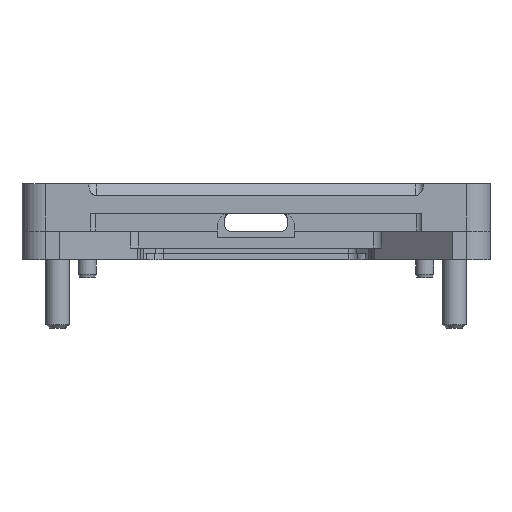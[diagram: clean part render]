
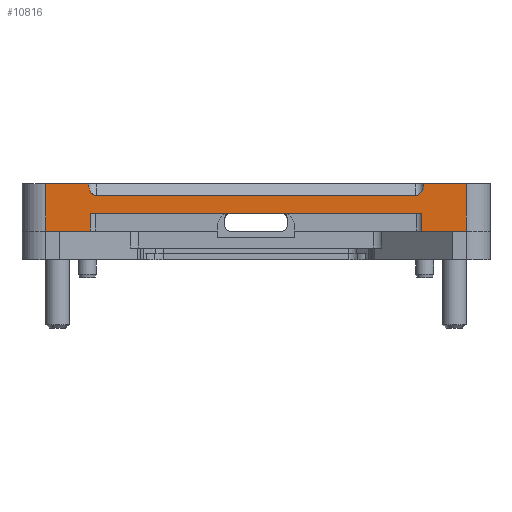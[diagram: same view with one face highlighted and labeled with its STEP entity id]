
A CAD part, left-side view. The second image highlights one B-rep face of the part: STEP entity #10816.
In plain terms, the highlighted planar face has unit normal (-1, 0, 0).
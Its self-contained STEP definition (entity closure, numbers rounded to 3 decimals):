
#47=ELLIPSE($,#11868,0.991,0.65);
#48=ELLIPSE($,#11869,0.991,0.65);
#370=LINE($,#17380,#1222);
#391=LINE($,#17450,#1243);
#405=LINE($,#17522,#1257);
#409=LINE($,#17534,#1261);
#453=LINE($,#17716,#1305);
#491=LINE($,#17811,#1343);
#492=LINE($,#17815,#1344);
#493=LINE($,#17818,#1345);
#494=LINE($,#17819,#1346);
#495=LINE($,#17820,#1347);
#496=LINE($,#17821,#1348);
#497=LINE($,#17823,#1349);
#1222=VECTOR($,#13791,3.75);
#1243=VECTOR($,#13842,3.75);
#1257=VECTOR($,#13904,3.6);
#1261=VECTOR($,#13912,3.6);
#1305=VECTOR($,#14068,28.);
#1343=VECTOR($,#14146,1.5);
#1344=VECTOR($,#14149,27.);
#1345=VECTOR($,#14152,0.009);
#1346=VECTOR($,#14153,4.);
#1347=VECTOR($,#14154,1.5);
#1348=VECTOR($,#14155,4.);
#1349=VECTOR($,#14156,0.009);
#2736=FACE_OUTER_BOUND($,#3538,.T.);
#3538=EDGE_LOOP($,(#8517,#8518,#8519,#8520,#8521,#8522,#8523,#8524,#8525,
#8526,#8527,#8528,#8529,#8530));
#5057=VERTEX_POINT($,#17377);
#5058=VERTEX_POINT($,#17379);
#5077=VERTEX_POINT($,#17419);
#5092=VERTEX_POINT($,#17448);
#5125=VERTEX_POINT($,#17519);
#5126=VERTEX_POINT($,#17521);
#5131=VERTEX_POINT($,#17531);
#5132=VERTEX_POINT($,#17533);
#5213=VERTEX_POINT($,#17713);
#5214=VERTEX_POINT($,#17715);
#5252=VERTEX_POINT($,#17813);
#5253=VERTEX_POINT($,#17814);
#5254=VERTEX_POINT($,#17816);
#5255=VERTEX_POINT($,#17822);
#6275=EDGE_CURVE($,#5058,#5057,#370,.T.);
#6310=EDGE_CURVE($,#5077,#5092,#391,.T.);
#6343=EDGE_CURVE($,#5125,#5126,#405,.T.);
#6349=EDGE_CURVE($,#5131,#5132,#409,.T.);
#6437=EDGE_CURVE($,#5214,#5213,#453,.T.);
#6485=EDGE_CURVE($,#5058,#5213,#491,.T.);
#6486=EDGE_CURVE($,#5252,#5253,#492,.T.);
#6487=EDGE_CURVE($,#5253,#5254,#47,.T.);
#6488=EDGE_CURVE($,#5126,#5254,#493,.T.);
#6489=EDGE_CURVE($,#5125,#5077,#494,.T.);
#6490=EDGE_CURVE($,#5092,#5214,#495,.T.);
#6491=EDGE_CURVE($,#5132,#5057,#496,.T.);
#6492=EDGE_CURVE($,#5131,#5255,#497,.T.);
#6493=EDGE_CURVE($,#5255,#5252,#48,.T.);
#8517=ORIENTED_EDGE($,*,*,#6486,.T.);
#8518=ORIENTED_EDGE($,*,*,#6487,.T.);
#8519=ORIENTED_EDGE($,*,*,#6488,.F.);
#8520=ORIENTED_EDGE($,*,*,#6343,.F.);
#8521=ORIENTED_EDGE($,*,*,#6489,.T.);
#8522=ORIENTED_EDGE($,*,*,#6310,.T.);
#8523=ORIENTED_EDGE($,*,*,#6490,.T.);
#8524=ORIENTED_EDGE($,*,*,#6437,.T.);
#8525=ORIENTED_EDGE($,*,*,#6485,.F.);
#8526=ORIENTED_EDGE($,*,*,#6275,.T.);
#8527=ORIENTED_EDGE($,*,*,#6491,.F.);
#8528=ORIENTED_EDGE($,*,*,#6349,.F.);
#8529=ORIENTED_EDGE($,*,*,#6492,.T.);
#8530=ORIENTED_EDGE($,*,*,#6493,.T.);
#10347=PLANE($,#11867);
#10816=ADVANCED_FACE($,(#2736),#10347,.T.);
#11867=AXIS2_PLACEMENT_3D($,#17812,#14147,#14148);
#11868=AXIS2_PLACEMENT_3D($,#17817,#14150,#14151);
#11869=AXIS2_PLACEMENT_3D($,#17824,#14157,#14158);
#13791=DIRECTION($,(0.,-1.,0.));
#13842=DIRECTION($,(0.,-1.,0.));
#13904=DIRECTION($,(0.,-1.,0.));
#13912=DIRECTION($,(0.,-1.,0.));
#14068=DIRECTION($,(0.,-1.,0.));
#14146=DIRECTION($,(0.,0.,1.));
#14147=DIRECTION('center_axis',(-1.,0.,0.));
#14148=DIRECTION('ref_axis',(0.,-1.,0.));
#14149=DIRECTION($,(0.,1.,0.));
#14150=DIRECTION('center_axis',(1.,0.,0.));
#14151=DIRECTION('ref_axis',(0.,0.,
-1.));
#14152=DIRECTION($,(0.,0.,-1.));
#14153=DIRECTION($,(0.,0.,-1.));
#14154=DIRECTION($,(0.,0.,1.));
#14155=DIRECTION($,(0.,0.,-1.));
#14156=DIRECTION($,(0.,0.,-1.));
#14157=DIRECTION('center_axis',(1.,0.,0.));
#14158=DIRECTION('ref_axis',(0.,0.,
-1.));
#17377=CARTESIAN_POINT('',(-19.75,-17.75,2.43));
#17379=CARTESIAN_POINT('',(-19.75,-14.,2.43));
#17380=CARTESIAN_POINT($,(-19.75,-14.,2.43));
#17419=CARTESIAN_POINT('',(-19.75,17.75,2.43));
#17448=CARTESIAN_POINT('',(-19.75,14.,2.43));
#17450=CARTESIAN_POINT($,(-19.75,17.75,2.43));
#17519=CARTESIAN_POINT('',(-19.75,17.75,6.43));
#17521=CARTESIAN_POINT('',(-19.75,14.15,6.43));
#17522=CARTESIAN_POINT($,(-19.75,17.75,6.43));
#17531=CARTESIAN_POINT('',(-19.75,-14.15,6.43));
#17533=CARTESIAN_POINT('',(-19.75,-17.75,6.43));
#17534=CARTESIAN_POINT($,(-19.75,-14.15,6.43));
#17713=CARTESIAN_POINT('',(-19.75,-14.,3.93));
#17715=CARTESIAN_POINT('',(-19.75,14.,3.93));
#17716=CARTESIAN_POINT($,(-19.75,14.,3.93));
#17811=CARTESIAN_POINT($,(-19.75,-14.,2.43));
#17812=CARTESIAN_POINT('Origin',(-19.75,19.75,2.43));
#17813=CARTESIAN_POINT('',(-19.75,-13.5,5.43));
#17814=CARTESIAN_POINT('',(-19.75,13.5,5.43));
#17815=CARTESIAN_POINT($,(-19.75,-13.5,5.43));
#17816=CARTESIAN_POINT('',(-19.75,14.15,6.421));
#17817=CARTESIAN_POINT('Origin',(-19.75,13.5,6.421));
#17818=CARTESIAN_POINT($,(-19.75,14.15,6.43));
#17819=CARTESIAN_POINT($,(-19.75,17.75,6.43));
#17820=CARTESIAN_POINT($,(-19.75,14.,2.43));
#17821=CARTESIAN_POINT($,(-19.75,-17.75,6.43));
#17822=CARTESIAN_POINT('',(-19.75,-14.15,6.421));
#17823=CARTESIAN_POINT($,(-19.75,-14.15,6.43));
#17824=CARTESIAN_POINT('Origin',(-19.75,-13.5,6.421));
